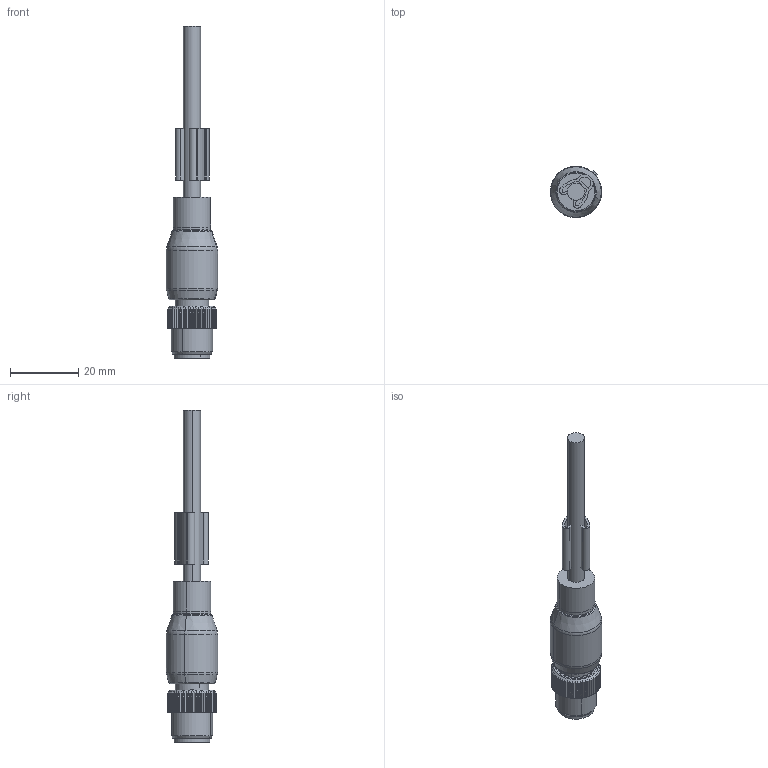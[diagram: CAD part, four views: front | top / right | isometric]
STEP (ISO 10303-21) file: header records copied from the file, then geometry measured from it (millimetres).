
FILE_DESCRIPTION(('CATIA V5 STEP Exchange','CAx-IF Rec.Pracs.--- Model Styling and Organization---1.4--- 2014-01-23'),'2;1');
FILE_NAME ('092790-2_0_1906470010_1906470010.stp','2021-03-27T13:41:19+00:00',('none'),('Weidmueller'),'CATIA Version 5-6 Release 2016 SP3 HF44','CATIA V5 STEP AP214','none');
FILE_SCHEMA(('AUTOMOTIVE_DESIGN { 1 0 10303 214 1 1 1 1 }'));
Length unit declared in the file: millimetre
Products named in the file (1): 1906470010
Bounding box: 14.98 x 14.98 x 97 mm (x, y, z)
Volume: 9620.4 mm3; surface area: 9821.1 mm2
Topology: 10 solids, 10 shells, 923 faces, 2433 edges, 1546 vertices
Faces by surface type: cylinder 351, plane 279, cone 138, torus 117, bspline 30, sphere 8
Entity records: 27998 total; most frequent: CARTESIAN_POINT 7744, ORIENTED_EDGE 4834, DIRECTION 3012, EDGE_CURVE 2417, VERTEX_POINT 1546, AXIS2_PLACEMENT_3D 1532, EDGE_LOOP 993, CIRCLE 967
